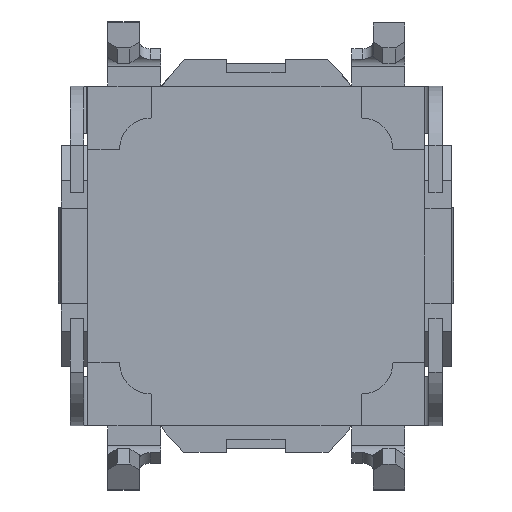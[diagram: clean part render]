
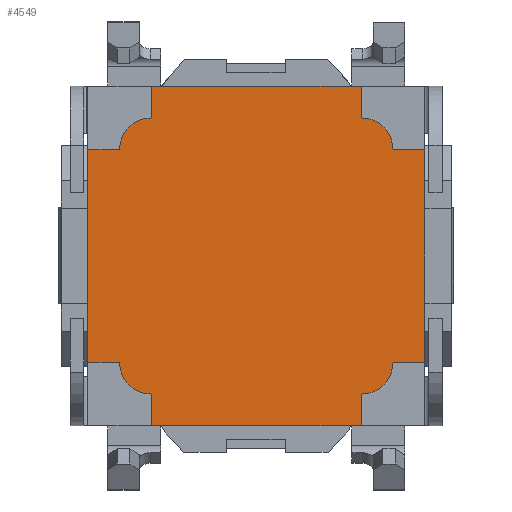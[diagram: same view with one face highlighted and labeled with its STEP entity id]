
A CAD part, front view. The second image highlights one B-rep face of the part: STEP entity #4549.
In plain terms, the highlighted planar face has unit normal (0, -1, 0).
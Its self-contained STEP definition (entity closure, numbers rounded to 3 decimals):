
#137=CIRCLE('',#4901,0.6);
#139=CIRCLE('',#4906,0.6);
#141=CIRCLE('',#4911,0.6);
#143=CIRCLE('',#4916,0.6);
#290=PLANE('',#4919);
#520=FACE_OUTER_BOUND('',#779,.T.);
#779=EDGE_LOOP('',(#3777,#3778,#3779,#3780,#3781,#3782,#3783,#3784,#3785,
#3786,#3787,#3788,#3789,#3790,#3791,#3792));
#1107=LINE('',#7127,#1630);
#1117=LINE('',#7146,#1640);
#1176=LINE('',#7266,#1699);
#1182=LINE('',#7281,#1705);
#1185=LINE('',#7287,#1708);
#1188=LINE('',#7296,#1711);
#1191=LINE('',#7302,#1714);
#1195=LINE('',#7314,#1718);
#1198=LINE('',#7322,#1721);
#1202=LINE('',#7332,#1725);
#1204=LINE('',#7335,#1727);
#1205=LINE('',#7337,#1728);
#1630=VECTOR('',#5646,10.);
#1640=VECTOR('',#5662,10.);
#1699=VECTOR('',#5769,10.);
#1705=VECTOR('',#5783,10.);
#1708=VECTOR('',#5788,10.);
#1711=VECTOR('',#5799,10.);
#1714=VECTOR('',#5804,10.);
#1718=VECTOR('',#5816,10.);
#1721=VECTOR('',#5821,10.);
#1725=VECTOR('',#5833,10.);
#1727=VECTOR('',#5837,10.);
#1728=VECTOR('',#5840,10.);
#2154=VERTEX_POINT('',#7124);
#2155=VERTEX_POINT('',#7126);
#2160=VERTEX_POINT('',#7143);
#2161=VERTEX_POINT('',#7145);
#2197=VERTEX_POINT('',#7263);
#2198=VERTEX_POINT('',#7265);
#2202=VERTEX_POINT('',#7274);
#2203=VERTEX_POINT('',#7276);
#2205=VERTEX_POINT('',#7285);
#2207=VERTEX_POINT('',#7291);
#2209=VERTEX_POINT('',#7300);
#2211=VERTEX_POINT('',#7306);
#2213=VERTEX_POINT('',#7312);
#2216=VERTEX_POINT('',#7319);
#2217=VERTEX_POINT('',#7321);
#2219=VERTEX_POINT('',#7327);
#2663=EDGE_CURVE('',#2154,#2155,#1107,.T.);
#2673=EDGE_CURVE('',#2160,#2161,#1117,.T.);
#2732=EDGE_CURVE('',#2197,#2198,#1176,.T.);
#2737=EDGE_CURVE('',#2202,#2203,#137,.T.);
#2740=EDGE_CURVE('',#2198,#2202,#1182,.T.);
#2743=EDGE_CURVE('',#2205,#2197,#1185,.T.);
#2746=EDGE_CURVE('',#2207,#2205,#139,.T.);
#2748=EDGE_CURVE('',#2161,#2207,#1188,.T.);
#2751=EDGE_CURVE('',#2209,#2160,#1191,.T.);
#2754=EDGE_CURVE('',#2211,#2209,#141,.T.);
#2757=EDGE_CURVE('',#2213,#2211,#1195,.T.);
#2760=EDGE_CURVE('',#2216,#2217,#1198,.T.);
#2764=EDGE_CURVE('',#2219,#2216,#143,.T.);
#2766=EDGE_CURVE('',#2155,#2219,#1202,.T.);
#2768=EDGE_CURVE('',#2203,#2154,#1204,.T.);
#2769=EDGE_CURVE('',#2217,#2213,#1205,.T.);
#3777=ORIENTED_EDGE('',*,*,#2768,.F.);
#3778=ORIENTED_EDGE('',*,*,#2737,.F.);
#3779=ORIENTED_EDGE('',*,*,#2740,.F.);
#3780=ORIENTED_EDGE('',*,*,#2732,.F.);
#3781=ORIENTED_EDGE('',*,*,#2743,.F.);
#3782=ORIENTED_EDGE('',*,*,#2746,.F.);
#3783=ORIENTED_EDGE('',*,*,#2748,.F.);
#3784=ORIENTED_EDGE('',*,*,#2673,.F.);
#3785=ORIENTED_EDGE('',*,*,#2751,.F.);
#3786=ORIENTED_EDGE('',*,*,#2754,.F.);
#3787=ORIENTED_EDGE('',*,*,#2757,.F.);
#3788=ORIENTED_EDGE('',*,*,#2769,.F.);
#3789=ORIENTED_EDGE('',*,*,#2760,.F.);
#3790=ORIENTED_EDGE('',*,*,#2764,.F.);
#3791=ORIENTED_EDGE('',*,*,#2766,.F.);
#3792=ORIENTED_EDGE('',*,*,#2663,.F.);
#4549=ADVANCED_FACE('',(#520),#290,.T.);
#4901=AXIS2_PLACEMENT_3D('',#7277,#5777,#5778);
#4906=AXIS2_PLACEMENT_3D('',#7293,#5794,#5795);
#4911=AXIS2_PLACEMENT_3D('',#7308,#5810,#5811);
#4916=AXIS2_PLACEMENT_3D('',#7329,#5828,#5829);
#4919=AXIS2_PLACEMENT_3D('',#7336,#5838,#5839);
#5646=DIRECTION('',(1.,0.,0.));
#5662=DIRECTION('',(-1.,0.,0.));
#5769=DIRECTION('',(0.,0.,1.));
#5777=DIRECTION('center_axis',(0.,1.,0.));
#5778=DIRECTION('ref_axis',(0.,0.,1.));
#5783=DIRECTION('',(1.,0.,0.));
#5788=DIRECTION('',(-1.,0.,0.));
#5794=DIRECTION('center_axis',(0.,1.,0.));
#5795=DIRECTION('ref_axis',(-1.,0.,0.));
#5799=DIRECTION('',(0.,0.,1.));
#5804=DIRECTION('',(0.,0.,-1.));
#5810=DIRECTION('center_axis',(0.,1.,0.));
#5811=DIRECTION('ref_axis',(0.,0.,-1.));
#5816=DIRECTION('',(-1.,0.,0.));
#5821=DIRECTION('',(1.,0.,0.));
#5828=DIRECTION('center_axis',(0.,1.,0.));
#5829=DIRECTION('ref_axis',(1.,0.,0.));
#5833=DIRECTION('',(0.,0.,-1.));
#5837=DIRECTION('',(0.,0.,1.));
#5838=DIRECTION('center_axis',(0.,-1.,0.));
#5839=DIRECTION('ref_axis',(1.,0.,0.));
#5840=DIRECTION('',(0.,0.,-1.));
#7124=CARTESIAN_POINT('',(-1.975,-4.375,3.2));
#7126=CARTESIAN_POINT('',(1.975,-4.375,3.2));
#7127=CARTESIAN_POINT('',(0.,-4.375,3.2));
#7143=CARTESIAN_POINT('',(1.975,-4.375,-3.2));
#7145=CARTESIAN_POINT('',(-1.975,-4.375,-3.2));
#7146=CARTESIAN_POINT('',(0.,-4.375,-3.2));
#7263=CARTESIAN_POINT('',(-3.175,-4.375,-2.));
#7265=CARTESIAN_POINT('',(-3.175,-4.375,2.));
#7266=CARTESIAN_POINT('',(-3.175,-4.375,0.));
#7274=CARTESIAN_POINT('',(-2.575,-4.375,2.));
#7276=CARTESIAN_POINT('',(-1.975,-4.375,2.6));
#7277=CARTESIAN_POINT('Origin',(-1.975,-4.375,2.));
#7281=CARTESIAN_POINT('',(-2.575,-4.375,2.));
#7285=CARTESIAN_POINT('',(-2.575,-4.375,-2.));
#7287=CARTESIAN_POINT('',(-2.575,-4.375,-2.));
#7291=CARTESIAN_POINT('',(-1.975,-4.375,-2.6));
#7293=CARTESIAN_POINT('Origin',(-1.975,-4.375,-2.));
#7296=CARTESIAN_POINT('',(-1.975,-4.375,-3.2));
#7300=CARTESIAN_POINT('',(1.975,-4.375,-2.6));
#7302=CARTESIAN_POINT('',(1.975,-4.375,-3.2));
#7306=CARTESIAN_POINT('',(2.575,-4.375,-2.));
#7308=CARTESIAN_POINT('Origin',(1.975,-4.375,-2.));
#7312=CARTESIAN_POINT('',(3.175,-4.375,-2.));
#7314=CARTESIAN_POINT('',(2.575,-4.375,-2.));
#7319=CARTESIAN_POINT('',(2.575,-4.375,2.));
#7321=CARTESIAN_POINT('',(3.175,-4.375,2.));
#7322=CARTESIAN_POINT('',(2.575,-4.375,2.));
#7327=CARTESIAN_POINT('',(1.975,-4.375,2.6));
#7329=CARTESIAN_POINT('Origin',(1.975,-4.375,2.));
#7332=CARTESIAN_POINT('',(1.975,-4.375,3.2));
#7335=CARTESIAN_POINT('',(-1.975,-4.375,3.2));
#7336=CARTESIAN_POINT('Origin',(0.,-4.375,0.));
#7337=CARTESIAN_POINT('',(3.175,-4.375,0.));
